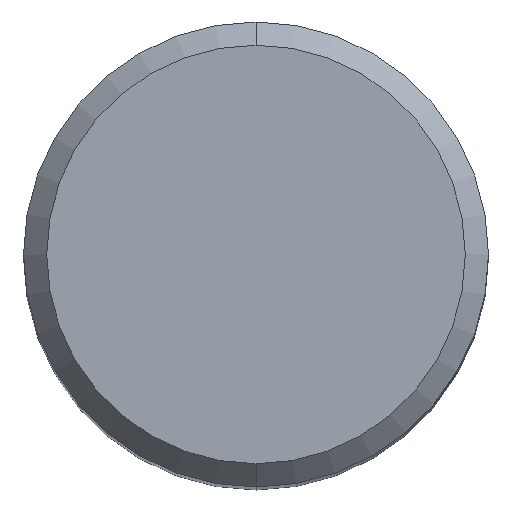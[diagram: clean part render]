
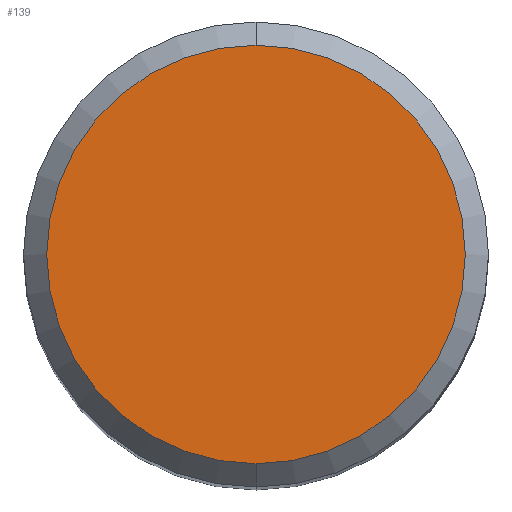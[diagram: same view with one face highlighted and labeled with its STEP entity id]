
A CAD part, top view. The second image highlights one B-rep face of the part: STEP entity #139.
In plain terms, the highlighted planar face has unit normal (0, 0, 1).
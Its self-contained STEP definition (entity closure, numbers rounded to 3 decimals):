
#123=EDGE_CURVE('',#141,#171,#276,.T.);
#139=ADVANCED_FACE('',(#293),#294,.T.);
#141=VERTEX_POINT('',#296);
#171=VERTEX_POINT('',#331);
#217=EDGE_CURVE('',#171,#141,#384,.T.);
#276=CIRCLE('',#443,5.4);
#293=FACE_OUTER_BOUND('',#466,.T.);
#294=PLANE('',#467);
#296=CARTESIAN_POINT('',(0.0,5.4,0.));
#331=CARTESIAN_POINT('',(0.,-5.4,0.));
#384=CIRCLE('',#579,5.4);
#443=AXIS2_PLACEMENT_3D('',#624,#625,#626);
#466=EDGE_LOOP('',(#644,#645));
#467=AXIS2_PLACEMENT_3D('',#646,#647,#648);
#579=AXIS2_PLACEMENT_3D('',#778,#779,#780);
#624=CARTESIAN_POINT('',(0.0,0.0,0.));
#625=DIRECTION('',(0.0,0.0,-1.0));
#626=DIRECTION('',(0.0,1.0,0.0));
#644=ORIENTED_EDGE('',*,*,#123,.F.);
#645=ORIENTED_EDGE('',*,*,#217,.F.);
#646=CARTESIAN_POINT('',(0.0,2.7,0.));
#647=DIRECTION('',(-0.0,0.0,1.0));
#648=DIRECTION('',(0.0,-1.0,0.0));
#778=CARTESIAN_POINT('',(0.0,0.0,0.));
#779=DIRECTION('',(0.0,0.0,-1.0));
#780=DIRECTION('',(0.0,1.0,0.0));
